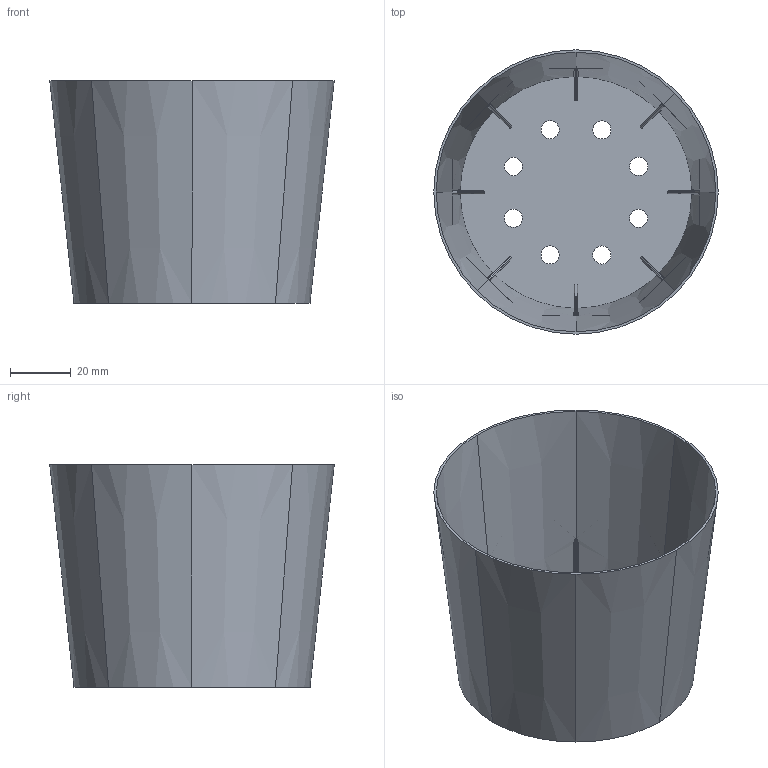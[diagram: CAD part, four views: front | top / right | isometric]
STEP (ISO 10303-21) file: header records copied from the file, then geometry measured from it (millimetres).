
FILE_DESCRIPTION(('FreeCAD Model'),'2;1');
FILE_NAME('Open CASCADE Shape Model','2025-04-12T21:32:15',(''),(''), 'Open CASCADE STEP processor 7.8','FreeCAD','Unknown');
FILE_SCHEMA(('AUTOMOTIVE_DESIGN { 1 0 10303 214 1 1 1 1 }'));
Length unit declared in the file: millimetre
Products named in the file (1): insert
Bounding box: 94 x 94 x 73.57 mm (x, y, z)
Volume: 20137.7 mm3; surface area: 50150.6 mm2
Topology: 1 solids, 1 shells, 99 faces, 256 edges, 160 vertices
Faces by surface type: bspline 32, plane 27, cylinder 24, cone 16
Full cylindrical faces by diameter (mm): 6 x8
Entity records: 9748 total; most frequent: CARTESIAN_POINT 5162, DIRECTION 682, ORIENTED_EDGE 512, PCURVE 512, DEFINITIONAL_REPRESENTATION 512, LINE 338, VECTOR 338, EDGE_CURVE 256
